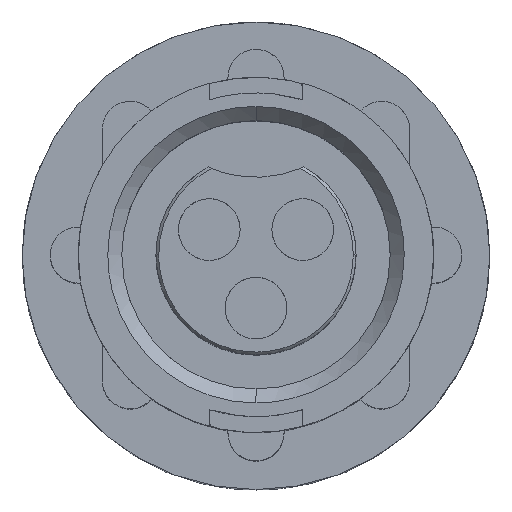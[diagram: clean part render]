
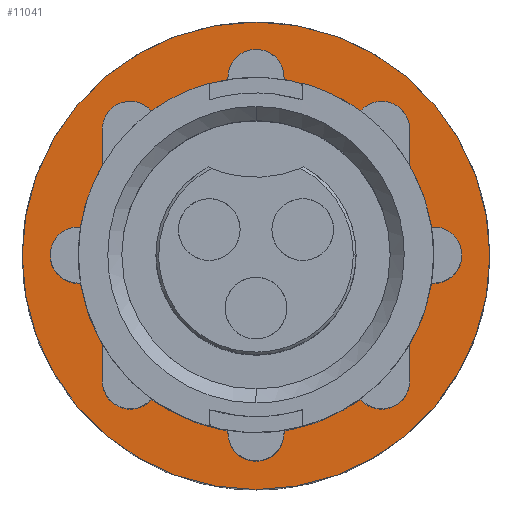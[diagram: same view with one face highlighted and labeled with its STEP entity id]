
A CAD part, top view. The second image highlights one B-rep face of the part: STEP entity #11041.
In plain terms, the highlighted planar face has unit normal (0, 0, 1).
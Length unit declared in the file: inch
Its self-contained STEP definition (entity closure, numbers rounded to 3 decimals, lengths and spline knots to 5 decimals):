
#182 = DIRECTION ( 'NONE',  ( -1., 0., 0. ) ) ;
#225 = DIRECTION ( 'NONE',  ( 0., 0., -1. ) ) ;
#263 = CARTESIAN_POINT ( 'NONE',  ( 0., 0., 0.276 ) ) ;
#300 = AXIS2_PLACEMENT_3D ( 'NONE', #9597, #4058, #10533 ) ;
#304 = AXIS2_PLACEMENT_3D ( 'NONE', #2792, #7277, #8796 ) ;
#608 = ORIENTED_EDGE ( 'NONE', *, *, #2389, .F. ) ;
#1579 = CIRCLE ( 'NONE', #7328, 0.1705 ) ;
#1713 = CIRCLE ( 'NONE', #300, 0.1705 ) ;
#1773 = EDGE_CURVE ( 'NONE', #6764, #9264, #4010, .T. ) ;
#2389 = EDGE_CURVE ( 'NONE', #9264, #6764, #7504, .T. ) ;
#2508 = CARTESIAN_POINT ( 'NONE',  ( 0.25, 0., 0.276 ) ) ;
#2792 = CARTESIAN_POINT ( 'NONE',  ( 0., 0., 0.276 ) ) ;
#3054 = EDGE_LOOP ( 'NONE', ( #608, #10649 ) ) ;
#3107 = VERTEX_POINT ( 'NONE', #6108 ) ;
#3850 = PLANE ( 'NONE',  #10258 ) ;
#3887 = DIRECTION ( 'NONE',  ( 1., 0., 0. ) ) ;
#4010 = CIRCLE ( 'NONE', #304, 0.25 ) ;
#4058 = DIRECTION ( 'NONE',  ( 0., 0., -1. ) ) ;
#4135 = FACE_OUTER_BOUND ( 'NONE', #3054, .T. ) ;
#5120 = VERTEX_POINT ( 'NONE', #10791 ) ;
#5701 = DIRECTION ( 'NONE',  ( 0., 0., -1. ) ) ;
#5829 = CARTESIAN_POINT ( 'NONE',  ( -0.25, 0., 0.276 ) ) ;
#6108 = CARTESIAN_POINT ( 'NONE',  ( -0.1705, 0., 0.276 ) ) ;
#6269 = CARTESIAN_POINT ( 'NONE',  ( 0., 0., 0.276 ) ) ;
#6764 = VERTEX_POINT ( 'NONE', #5829 ) ;
#6923 = FACE_BOUND ( 'NONE', #9581, .T. ) ;
#7194 = DIRECTION ( 'NONE',  ( 1., 0., 0. ) ) ;
#7277 = DIRECTION ( 'NONE',  ( 0., 0., -1. ) ) ;
#7328 = AXIS2_PLACEMENT_3D ( 'NONE', #263, #225, #182 ) ;
#7358 = EDGE_CURVE ( 'NONE', #5120, #3107, #1579, .T. ) ;
#7504 = CIRCLE ( 'NONE', #9181, 0.25 ) ;
#7990 = ORIENTED_EDGE ( 'NONE', *, *, #11876, .T. ) ;
#8503 = CARTESIAN_POINT ( 'NONE',  ( 0., 0.1725, 0.276 ) ) ;
#8796 = DIRECTION ( 'NONE',  ( 1., 0., 0. ) ) ;
#9181 = AXIS2_PLACEMENT_3D ( 'NONE', #6269, #5701, #7194 ) ;
#9264 = VERTEX_POINT ( 'NONE', #2508 ) ;
#9418 = DIRECTION ( 'NONE',  ( 0., 0., 1. ) ) ;
#9581 = EDGE_LOOP ( 'NONE', ( #7990, #11460 ) ) ;
#9597 = CARTESIAN_POINT ( 'NONE',  ( 0., 0., 0.276 ) ) ;
#10258 = AXIS2_PLACEMENT_3D ( 'NONE', #8503, #9418, #3887 ) ;
#10533 = DIRECTION ( 'NONE',  ( -1., 0., 0. ) ) ;
#10649 = ORIENTED_EDGE ( 'NONE', *, *, #1773, .F. ) ;
#10791 = CARTESIAN_POINT ( 'NONE',  ( 0.1705, 0., 0.276 ) ) ;
#11041 = ADVANCED_FACE ( 'NONE', ( #6923, #4135 ), #3850, .T. ) ;
#11460 = ORIENTED_EDGE ( 'NONE', *, *, #7358, .T. ) ;
#11876 = EDGE_CURVE ( 'NONE', #3107, #5120, #1713, .T. ) ;
